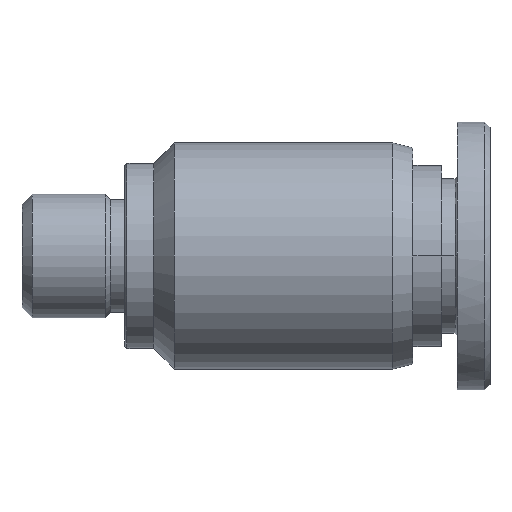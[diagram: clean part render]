
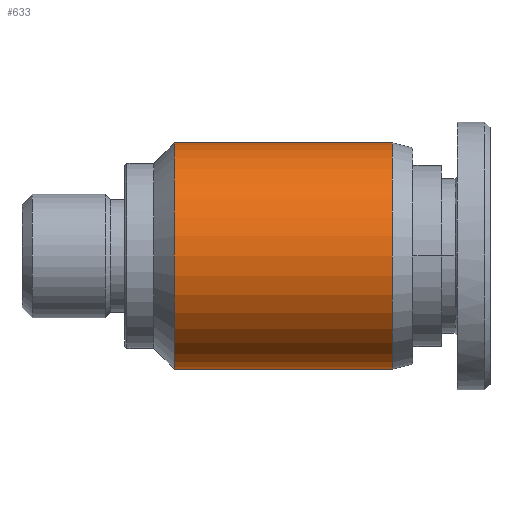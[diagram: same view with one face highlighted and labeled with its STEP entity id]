
A CAD part, front view. The second image highlights one B-rep face of the part: STEP entity #633.
In plain terms, the highlighted cylindrical face has radius 5.5 mm (diameter 11 mm), a partial arc.
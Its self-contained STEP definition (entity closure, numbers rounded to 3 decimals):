
#141=CARTESIAN_POINT('',(8.25,0.,5.25));
#142=VERTEX_POINT('',#141);
#151=CARTESIAN_POINT('',(8.25,0.,-5.75));
#152=VERTEX_POINT('',#151);
#153=CARTESIAN_POINT('',(8.25,0.,-0.25));
#154=DIRECTION('',(1.0,0.0,0.0));
#155=DIRECTION('',(0.0,0.0,1.0));
#156=AXIS2_PLACEMENT_3D('',#153,#154,#155);
#157=CIRCLE('',#156,5.5);
#158=EDGE_CURVE('',#142,#152,#157,.T.);
#602=CARTESIAN_POINT('',(4.45,0.,-0.25));
#603=DIRECTION('',(1.0,0.,0.));
#604=DIRECTION('',(0.0,0.0,1.0));
#605=AXIS2_PLACEMENT_3D('',#602,#603,#604);
#606=CYLINDRICAL_SURFACE('',#605,5.5);
#607=CARTESIAN_POINT('',(-2.35,0.,5.25));
#608=VERTEX_POINT('',#607);
#609=CARTESIAN_POINT('',(-2.35,0.,5.25));
#610=DIRECTION('',(1.0,0.0,0.0));
#611=VECTOR('',#610,10.6);
#612=LINE('',#609,#611);
#613=EDGE_CURVE('',#608,#142,#612,.T.);
#614=ORIENTED_EDGE('',*,*,#613,.F.);
#615=CARTESIAN_POINT('',(-2.35,0.,-5.75));
#616=VERTEX_POINT('',#615);
#617=CARTESIAN_POINT('',(-2.35,0.,-0.25));
#618=DIRECTION('',(-1.0,0.0,0.0));
#619=DIRECTION('',(0.0,0.0,1.0));
#620=AXIS2_PLACEMENT_3D('',#617,#618,#619);
#621=CIRCLE('',#620,5.5);
#622=EDGE_CURVE('',#616,#608,#621,.T.);
#623=ORIENTED_EDGE('',*,*,#622,.F.);
#624=CARTESIAN_POINT('',(8.25,0.,-5.75));
#625=DIRECTION('',(-1.0,0.0,0.0));
#626=VECTOR('',#625,10.6);
#627=LINE('',#624,#626);
#628=EDGE_CURVE('',#152,#616,#627,.T.);
#629=ORIENTED_EDGE('',*,*,#628,.F.);
#630=ORIENTED_EDGE('',*,*,#158,.F.);
#631=EDGE_LOOP('',(#614,#623,#629,#630));
#632=FACE_OUTER_BOUND('',#631,.T.);
#633=ADVANCED_FACE('',(#632),#606,.T.);
